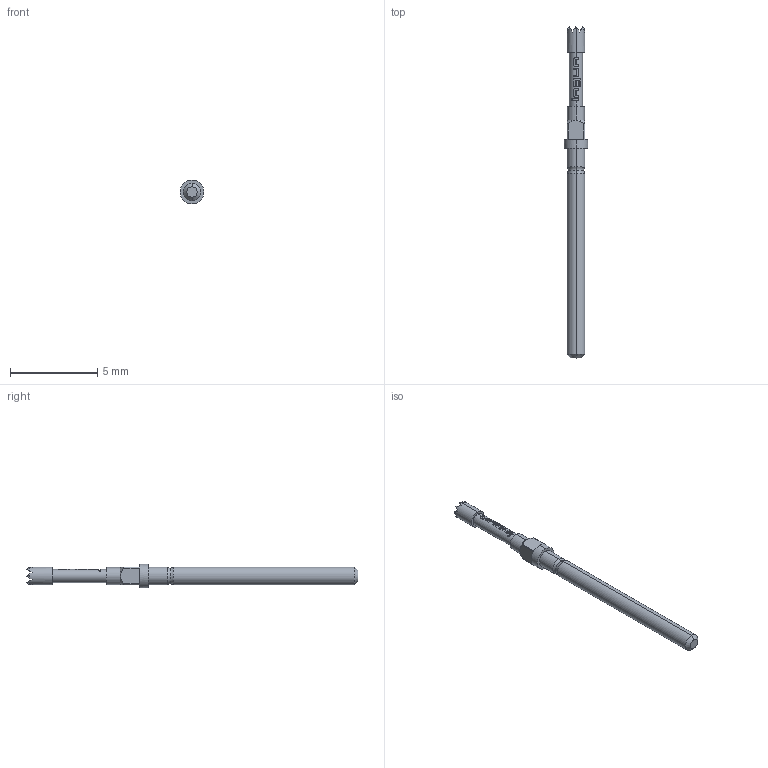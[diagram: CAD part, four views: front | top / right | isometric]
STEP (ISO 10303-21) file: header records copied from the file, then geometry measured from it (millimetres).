
FILE_DESCRIPTION (( 'STEP AP203' ), '1' );
FILE_NAME ('INGUN_GKS-001_306_100_A_xx02_M.STEP', '2021-09-08T05:59:06', ( 'ochi' ), ( '' ), 'SwSTEP 2.0', 'SolidWorks 2018', '' );
FILE_SCHEMA (( 'CONFIG_CONTROL_DESIGN' ));
Length unit declared in the file: millimetre
Products named in the file (1): INGUN_GKS-001_306_100_A_xx02_M
Bounding box: 1.35 x 19 x 1.35 mm (x, y, z)
Volume: 14.1 mm3; surface area: 61.7 mm2
Topology: 1 solids, 1 shells, 141 faces, 370 edges, 235 vertices
Faces by surface type: plane 80, cylinder 31, bspline 22, torus 4, cone 4
Entity records: 4653 total; most frequent: CARTESIAN_POINT 1321, ORIENTED_EDGE 740, DIRECTION 610, EDGE_CURVE 370, VERTEX_POINT 235, AXIS2_PLACEMENT_3D 234, EDGE_LOOP 145, VECTOR 142
